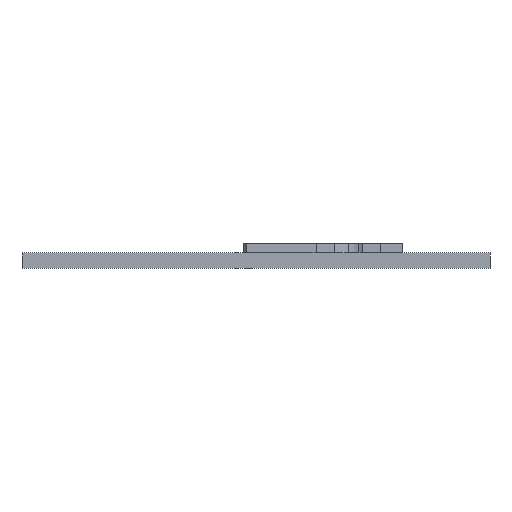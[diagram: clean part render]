
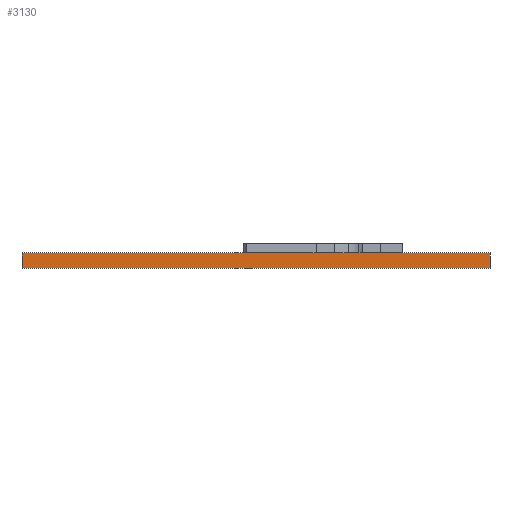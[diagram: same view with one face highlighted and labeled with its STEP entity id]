
A CAD part, front view. The second image highlights one B-rep face of the part: STEP entity #3130.
In plain terms, the highlighted planar face has unit normal (0, -1, 0).
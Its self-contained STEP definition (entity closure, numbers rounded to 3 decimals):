
#505=FACE_OUTER_BOUND('',#684,.T.);
#684=EDGE_LOOP('',(#2881,#2882,#2883,#2884));
#813=LINE('',#4567,#1068);
#939=LINE('',#6314,#1194);
#940=LINE('',#6317,#1195);
#941=LINE('',#6318,#1196);
#1068=VECTOR('',#3410,10.);
#1194=VECTOR('',#3582,10.);
#1195=VECTOR('',#3585,10.);
#1196=VECTOR('',#3586,10.);
#1327=VERTEX_POINT('',#4564);
#1328=VERTEX_POINT('',#4566);
#1506=VERTEX_POINT('',#6312);
#1507=VERTEX_POINT('',#6316);
#1701=EDGE_CURVE('',#1327,#1328,#813,.T.);
#1969=EDGE_CURVE('',#1506,#1328,#939,.T.);
#1970=EDGE_CURVE('',#1507,#1506,#940,.T.);
#1971=EDGE_CURVE('',#1507,#1327,#941,.T.);
#2881=ORIENTED_EDGE('',*,*,#1970,.T.);
#2882=ORIENTED_EDGE('',*,*,#1969,.T.);
#2883=ORIENTED_EDGE('',*,*,#1701,.F.);
#2884=ORIENTED_EDGE('',*,*,#1971,.F.);
#2962=PLANE('',#3207);
#3130=ADVANCED_FACE('',(#505),#2962,.T.);
#3207=AXIS2_PLACEMENT_3D('',#6315,#3583,#3584);
#3410=DIRECTION('',(1.,0.,0.));
#3582=DIRECTION('',(0.,0.,1.));
#3583=DIRECTION('center_axis',(0.,-1.,0.));
#3584=DIRECTION('ref_axis',(1.,0.,0.));
#3585=DIRECTION('',(1.,0.,0.));
#3586=DIRECTION('',(0.,0.,1.));
#4564=CARTESIAN_POINT('',(0.,0.,5.));
#4566=CARTESIAN_POINT('',(150.,0.,5.));
#4567=CARTESIAN_POINT('',(0.,0.,5.));
#6312=CARTESIAN_POINT('',(150.,0.,0.));
#6314=CARTESIAN_POINT('',(150.,0.,0.));
#6315=CARTESIAN_POINT('Origin',(0.,0.,0.));
#6316=CARTESIAN_POINT('',(0.,0.,0.));
#6317=CARTESIAN_POINT('',(0.,0.,0.));
#6318=CARTESIAN_POINT('',(0.,0.,0.));
